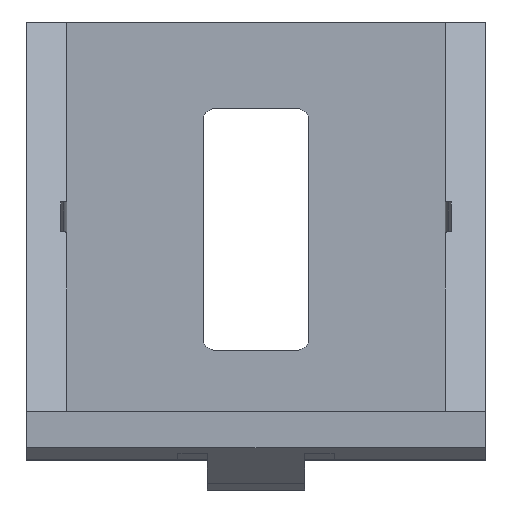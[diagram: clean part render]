
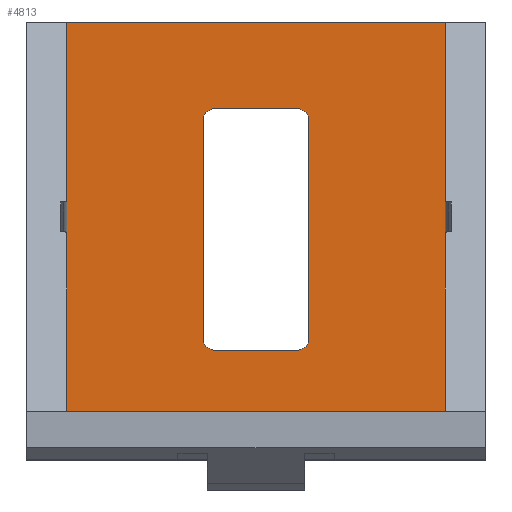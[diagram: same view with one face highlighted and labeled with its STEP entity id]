
A CAD part, top view. The second image highlights one B-rep face of the part: STEP entity #4813.
In plain terms, the highlighted planar face has unit normal (0, 0, 1).
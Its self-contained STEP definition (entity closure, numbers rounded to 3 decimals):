
#14 = DIRECTION ( 'NONE',  ( 0., -1., 0. ) ) ;
#33 = LINE ( 'NONE', #4490, #2246 ) ;
#40 = CARTESIAN_POINT ( 'NONE',  ( -15.75, 18.25, -14.25 ) ) ;
#60 = CARTESIAN_POINT ( 'NONE',  ( 3.4, -9.1, -14.25 ) ) ;
#73 = DIRECTION ( 'NONE',  ( 1., 0., 0. ) ) ;
#93 = CARTESIAN_POINT ( 'NONE',  ( -4.4, 11.05, -14.25 ) ) ;
#171 = VERTEX_POINT ( 'NONE', #2227 ) ;
#192 = ORIENTED_EDGE ( 'NONE', *, *, #2226, .T. ) ;
#197 = EDGE_CURVE ( 'NONE', #3476, #3628, #4918, .T. ) ;
#212 = VERTEX_POINT ( 'NONE', #1785 ) ;
#253 = CARTESIAN_POINT ( 'NONE',  ( -3.4, 10.05, -14.25 ) ) ;
#267 = AXIS2_PLACEMENT_3D ( 'NONE', #2407, #1316, #2897 ) ;
#347 = ORIENTED_EDGE ( 'NONE', *, *, #197, .F. ) ;
#410 = CARTESIAN_POINT ( 'NONE',  ( 15.75, 18.25, -14.25 ) ) ;
#433 = VERTEX_POINT ( 'NONE', #2141 ) ;
#472 = LINE ( 'NONE', #2026, #2213 ) ;
#545 = EDGE_CURVE ( 'NONE', #5121, #4174, #2421, .T. ) ;
#579 = CARTESIAN_POINT ( 'NONE',  ( 15.75, 18.25, -14.25 ) ) ;
#707 = CARTESIAN_POINT ( 'NONE',  ( -3.4, -8.1, -14.25 ) ) ;
#729 = EDGE_CURVE ( 'NONE', #3662, #171, #4116, .T. ) ;
#748 = VECTOR ( 'NONE', #14, 1000. ) ;
#790 = FACE_BOUND ( 'NONE', #3431, .T. ) ;
#829 = LINE ( 'NONE', #2409, #2490 ) ;
#836 = CIRCLE ( 'NONE', #3463, 1. ) ;
#933 = DIRECTION ( 'NONE',  ( 0., 0., -1. ) ) ;
#985 = CARTESIAN_POINT ( 'NONE',  ( 4.4, 11.05, -14.25 ) ) ;
#1023 = EDGE_CURVE ( 'NONE', #1163, #3662, #1241, .T. ) ;
#1056 = ORIENTED_EDGE ( 'NONE', *, *, #1878, .T. ) ;
#1163 = VERTEX_POINT ( 'NONE', #4598 ) ;
#1173 = VECTOR ( 'NONE', #4946, 1000. ) ;
#1194 = CARTESIAN_POINT ( 'NONE',  ( -4.4, -8.1, -14.25 ) ) ;
#1231 = DIRECTION ( 'NONE',  ( 0., -1., 0. ) ) ;
#1241 = LINE ( 'NONE', #3927, #3457 ) ;
#1262 = ORIENTED_EDGE ( 'NONE', *, *, #2243, .F. ) ;
#1314 = ORIENTED_EDGE ( 'NONE', *, *, #2603, .F. ) ;
#1316 = DIRECTION ( 'NONE',  ( 0., 0., -1. ) ) ;
#1329 = DIRECTION ( 'NONE',  ( 0., -1., 0. ) ) ;
#1345 = CARTESIAN_POINT ( 'NONE',  ( 3.4, -8.1, -14.25 ) ) ;
#1367 = ORIENTED_EDGE ( 'NONE', *, *, #545, .T. ) ;
#1604 = DIRECTION ( 'NONE',  ( 1., 0., 0. ) ) ;
#1785 = CARTESIAN_POINT ( 'NONE',  ( -15.75, -14.25, -14.25 ) ) ;
#1878 = EDGE_CURVE ( 'NONE', #433, #3628, #3472, .T. ) ;
#1980 = DIRECTION ( 'NONE',  ( 0., 0., -1. ) ) ;
#2002 = EDGE_CURVE ( 'NONE', #3476, #2516, #3551, .T. ) ;
#2006 = CARTESIAN_POINT ( 'NONE',  ( -3.4, 11.05, -14.25 ) ) ;
#2026 = CARTESIAN_POINT ( 'NONE',  ( -4.4, 11.05, -14.25 ) ) ;
#2086 = AXIS2_PLACEMENT_3D ( 'NONE', #1345, #5000, #3023 ) ;
#2141 = CARTESIAN_POINT ( 'NONE',  ( 3.4, 11.05, -14.25 ) ) ;
#2142 = ORIENTED_EDGE ( 'NONE', *, *, #3338, .T. ) ;
#2213 = VECTOR ( 'NONE', #3986, 1000. ) ;
#2226 = EDGE_CURVE ( 'NONE', #1163, #212, #4770, .T. ) ;
#2227 = CARTESIAN_POINT ( 'NONE',  ( 15.75, -14.25, -14.25 ) ) ;
#2243 = EDGE_CURVE ( 'NONE', #2547, #4174, #2814, .T. ) ;
#2246 = VECTOR ( 'NONE', #2986, 1000. ) ;
#2248 = ORIENTED_EDGE ( 'NONE', *, *, #3505, .T. ) ;
#2256 = AXIS2_PLACEMENT_3D ( 'NONE', #707, #5035, #2286 ) ;
#2286 = DIRECTION ( 'NONE',  ( -1., 0., 0. ) ) ;
#2370 = FACE_OUTER_BOUND ( 'NONE', #3303, .T. ) ;
#2407 = CARTESIAN_POINT ( 'NONE',  ( 3.4, 10.05, -14.25 ) ) ;
#2409 = CARTESIAN_POINT ( 'NONE',  ( 15.75, -14.25, -14.25 ) ) ;
#2421 = CIRCLE ( 'NONE', #2256, 1. ) ;
#2490 = VECTOR ( 'NONE', #73, 1000. ) ;
#2516 = VERTEX_POINT ( 'NONE', #60 ) ;
#2547 = VERTEX_POINT ( 'NONE', #4792 ) ;
#2560 = VERTEX_POINT ( 'NONE', #2006 ) ;
#2603 = EDGE_CURVE ( 'NONE', #5121, #2516, #33, .T. ) ;
#2759 = ORIENTED_EDGE ( 'NONE', *, *, #1023, .F. ) ;
#2814 = LINE ( 'NONE', #93, #748 ) ;
#2897 = DIRECTION ( 'NONE',  ( -1., 0., 0. ) ) ;
#2898 = CARTESIAN_POINT ( 'NONE',  ( 4.4, -8.1, -14.25 ) ) ;
#2986 = DIRECTION ( 'NONE',  ( 1., 0., 0. ) ) ;
#3023 = DIRECTION ( 'NONE',  ( -1., 0., 0. ) ) ;
#3038 = CARTESIAN_POINT ( 'NONE',  ( -3.4, -9.1, -14.25 ) ) ;
#3303 = EDGE_LOOP ( 'NONE', ( #2142, #3680, #2759, #192 ) ) ;
#3338 = EDGE_CURVE ( 'NONE', #212, #171, #829, .T. ) ;
#3421 = CARTESIAN_POINT ( 'NONE',  ( 4.4, 10.05, -14.25 ) ) ;
#3431 = EDGE_LOOP ( 'NONE', ( #1314, #1367, #1262, #2248, #4047, #1056, #347, #4830 ) ) ;
#3457 = VECTOR ( 'NONE', #1604, 1000. ) ;
#3463 = AXIS2_PLACEMENT_3D ( 'NONE', #253, #933, #4416 ) ;
#3472 = CIRCLE ( 'NONE', #267, 1. ) ;
#3476 = VERTEX_POINT ( 'NONE', #2898 ) ;
#3505 = EDGE_CURVE ( 'NONE', #2547, #2560, #836, .T. ) ;
#3551 = CIRCLE ( 'NONE', #2086, 1. ) ;
#3628 = VERTEX_POINT ( 'NONE', #3421 ) ;
#3662 = VERTEX_POINT ( 'NONE', #4611 ) ;
#3680 = ORIENTED_EDGE ( 'NONE', *, *, #729, .F. ) ;
#3927 = CARTESIAN_POINT ( 'NONE',  ( 15.75, 18.25, -14.25 ) ) ;
#3943 = PLANE ( 'NONE',  #4187 ) ;
#3986 = DIRECTION ( 'NONE',  ( -1., 0., 0. ) ) ;
#4047 = ORIENTED_EDGE ( 'NONE', *, *, #4104, .F. ) ;
#4104 = EDGE_CURVE ( 'NONE', #433, #2560, #472, .T. ) ;
#4116 = LINE ( 'NONE', #579, #5114 ) ;
#4174 = VERTEX_POINT ( 'NONE', #1194 ) ;
#4187 = AXIS2_PLACEMENT_3D ( 'NONE', #410, #1980, #4565 ) ;
#4375 = VECTOR ( 'NONE', #1231, 1000. ) ;
#4416 = DIRECTION ( 'NONE',  ( -1., 0., 0. ) ) ;
#4490 = CARTESIAN_POINT ( 'NONE',  ( -4.4, -9.1, -14.25 ) ) ;
#4565 = DIRECTION ( 'NONE',  ( -1., 0., 0. ) ) ;
#4598 = CARTESIAN_POINT ( 'NONE',  ( -15.75, 18.25, -14.25 ) ) ;
#4611 = CARTESIAN_POINT ( 'NONE',  ( 15.75, 18.25, -14.25 ) ) ;
#4770 = LINE ( 'NONE', #40, #4375 ) ;
#4792 = CARTESIAN_POINT ( 'NONE',  ( -4.4, 10.05, -14.25 ) ) ;
#4813 = ADVANCED_FACE ( 'NONE', ( #790, #2370 ), #3943, .F. ) ;
#4830 = ORIENTED_EDGE ( 'NONE', *, *, #2002, .T. ) ;
#4918 = LINE ( 'NONE', #985, #1173 ) ;
#4946 = DIRECTION ( 'NONE',  ( 0., 1., 0. ) ) ;
#5000 = DIRECTION ( 'NONE',  ( 0., 0., -1. ) ) ;
#5035 = DIRECTION ( 'NONE',  ( 0., 0., -1. ) ) ;
#5114 = VECTOR ( 'NONE', #1329, 1000. ) ;
#5121 = VERTEX_POINT ( 'NONE', #3038 ) ;
